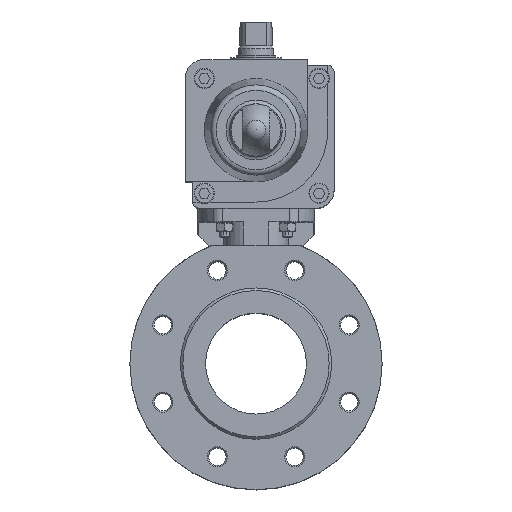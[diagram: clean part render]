
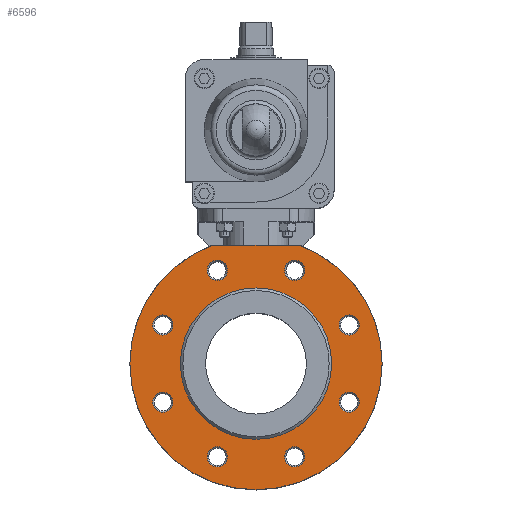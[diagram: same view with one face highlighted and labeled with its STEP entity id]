
A CAD part, top view. The second image highlights one B-rep face of the part: STEP entity #6596.
In plain terms, the highlighted face is planar.
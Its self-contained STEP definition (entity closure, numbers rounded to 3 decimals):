
#254=CIRCLE('',#7121,100.);
#270=CIRCLE('',#7140,60.);
#271=CIRCLE('',#7141,8.);
#272=CIRCLE('',#7142,8.);
#273=CIRCLE('',#7143,8.);
#274=CIRCLE('',#7144,8.);
#275=CIRCLE('',#7145,8.);
#276=CIRCLE('',#7146,8.);
#277=CIRCLE('',#7147,8.);
#278=CIRCLE('',#7148,8.);
#850=ORIENTED_EDGE('',*,*,#2570,.F.);
#851=ORIENTED_EDGE('',*,*,#2571,.F.);
#852=ORIENTED_EDGE('',*,*,#2572,.F.);
#853=ORIENTED_EDGE('',*,*,#2573,.F.);
#854=ORIENTED_EDGE('',*,*,#2574,.F.);
#855=ORIENTED_EDGE('',*,*,#2575,.F.);
#856=ORIENTED_EDGE('',*,*,#2576,.F.);
#857=ORIENTED_EDGE('',*,*,#2577,.F.);
#858=ORIENTED_EDGE('',*,*,#2578,.F.);
#859=ORIENTED_EDGE('',*,*,#2557,.F.);
#860=ORIENTED_EDGE('',*,*,#2551,.T.);
#2551=EDGE_CURVE('',#3415,#3414,#254,.T.);
#2557=EDGE_CURVE('',#3415,#3414,#4075,.T.);
#2570=EDGE_CURVE('',#3426,#3426,#270,.T.);
#2571=EDGE_CURVE('',#3427,#3427,#271,.T.);
#2572=EDGE_CURVE('',#3428,#3428,#272,.T.);
#2573=EDGE_CURVE('',#3429,#3429,#273,.T.);
#2574=EDGE_CURVE('',#3430,#3430,#274,.T.);
#2575=EDGE_CURVE('',#3431,#3431,#275,.T.);
#2576=EDGE_CURVE('',#3432,#3432,#276,.T.);
#2577=EDGE_CURVE('',#3433,#3433,#277,.T.);
#2578=EDGE_CURVE('',#3434,#3434,#278,.T.);
#3414=VERTEX_POINT('',#10143);
#3415=VERTEX_POINT('',#10145);
#3426=VERTEX_POINT('',#10178);
#3427=VERTEX_POINT('',#10180);
#3428=VERTEX_POINT('',#10182);
#3429=VERTEX_POINT('',#10184);
#3430=VERTEX_POINT('',#10186);
#3431=VERTEX_POINT('',#10188);
#3432=VERTEX_POINT('',#10190);
#3433=VERTEX_POINT('',#10192);
#3434=VERTEX_POINT('',#10194);
#4075=LINE('',#10152,#4599);
#4599=VECTOR('',#8041,1000.);
#5070=EDGE_LOOP('',(#850));
#5071=EDGE_LOOP('',(#851));
#5072=EDGE_LOOP('',(#852));
#5073=EDGE_LOOP('',(#853));
#5074=EDGE_LOOP('',(#854));
#5075=EDGE_LOOP('',(#855));
#5076=EDGE_LOOP('',(#856));
#5077=EDGE_LOOP('',(#857));
#5078=EDGE_LOOP('',(#858));
#5079=EDGE_LOOP('',(#859,#860));
#5720=FACE_BOUND('',#5070,.T.);
#5721=FACE_BOUND('',#5071,.T.);
#5722=FACE_BOUND('',#5072,.T.);
#5723=FACE_BOUND('',#5073,.T.);
#5724=FACE_BOUND('',#5074,.T.);
#5725=FACE_BOUND('',#5075,.T.);
#5726=FACE_BOUND('',#5076,.T.);
#5727=FACE_BOUND('',#5077,.T.);
#5728=FACE_BOUND('',#5078,.T.);
#5729=FACE_BOUND('',#5079,.T.);
#6369=PLANE('',#7139);
#6596=ADVANCED_FACE('',(#5720,#5721,#5722,#5723,#5724,#5725,#5726,#5727,
#5728,#5729),#6369,.F.);
#7121=AXIS2_PLACEMENT_3D('',#10144,#8029,#8030);
#7139=AXIS2_PLACEMENT_3D('',#10176,#8068,#8069);
#7140=AXIS2_PLACEMENT_3D('',#10177,#8070,#8071);
#7141=AXIS2_PLACEMENT_3D('',#10179,#8072,#8073);
#7142=AXIS2_PLACEMENT_3D('',#10181,#8074,#8075);
#7143=AXIS2_PLACEMENT_3D('',#10183,#8076,#8077);
#7144=AXIS2_PLACEMENT_3D('',#10185,#8078,#8079);
#7145=AXIS2_PLACEMENT_3D('',#10187,#8080,#8081);
#7146=AXIS2_PLACEMENT_3D('',#10189,#8082,#8083);
#7147=AXIS2_PLACEMENT_3D('',#10191,#8084,#8085);
#7148=AXIS2_PLACEMENT_3D('',#10193,#8086,#8087);
#8029=DIRECTION('',(0.,0.,-1.));
#8030=DIRECTION('',(-1.,0.,0.));
#8041=DIRECTION('',(-1.,0.,0.));
#8068=DIRECTION('',(0.,0.,1.));
#8069=DIRECTION('',(1.,0.,0.));
#8070=DIRECTION('',(0.,0.,-1.));
#8071=DIRECTION('',(-1.,0.,0.));
#8072=DIRECTION('',(0.,0.,-1.));
#8073=DIRECTION('',(-1.,0.,0.));
#8074=DIRECTION('',(0.,0.,-1.));
#8075=DIRECTION('',(-1.,0.,0.));
#8076=DIRECTION('',(0.,0.,-1.));
#8077=DIRECTION('',(-1.,0.,0.));
#8078=DIRECTION('',(0.,0.,-1.));
#8079=DIRECTION('',(-1.,0.,0.));
#8080=DIRECTION('',(0.,0.,-1.));
#8081=DIRECTION('',(-1.,0.,0.));
#8082=DIRECTION('',(0.,0.,-1.));
#8083=DIRECTION('',(-1.,0.,0.));
#8084=DIRECTION('',(0.,0.,-1.));
#8085=DIRECTION('',(-1.,0.,0.));
#8086=DIRECTION('',(0.,0.,-1.));
#8087=DIRECTION('',(-1.,0.,0.));
#10143=CARTESIAN_POINT('',(-34.117,94.,-58.));
#10144=CARTESIAN_POINT('',(0.,0.,-58.));
#10145=CARTESIAN_POINT('',(34.117,94.,-58.));
#10152=CARTESIAN_POINT('',(0.,94.,-58.));
#10176=CARTESIAN_POINT('',(0.,100.,-58.));
#10177=CARTESIAN_POINT('',(0.,0.,-58.));
#10178=CARTESIAN_POINT('',(-60.,0.,-58.));
#10179=CARTESIAN_POINT('',(30.615,73.91,-58.));
#10180=CARTESIAN_POINT('',(22.615,73.91,-58.));
#10181=CARTESIAN_POINT('',(73.91,30.615,-58.));
#10182=CARTESIAN_POINT('',(65.91,30.615,-58.));
#10183=CARTESIAN_POINT('',(73.91,-30.615,-58.));
#10184=CARTESIAN_POINT('',(65.91,-30.615,-58.));
#10185=CARTESIAN_POINT('',(30.615,-73.91,-58.));
#10186=CARTESIAN_POINT('',(22.615,-73.91,-58.));
#10187=CARTESIAN_POINT('',(-30.615,-73.91,-58.));
#10188=CARTESIAN_POINT('',(-38.615,-73.91,-58.));
#10189=CARTESIAN_POINT('',(-73.91,-30.615,-58.));
#10190=CARTESIAN_POINT('',(-81.91,-30.615,-58.));
#10191=CARTESIAN_POINT('',(-73.91,30.615,-58.));
#10192=CARTESIAN_POINT('',(-81.91,30.615,-58.));
#10193=CARTESIAN_POINT('',(-30.615,73.91,-58.));
#10194=CARTESIAN_POINT('',(-38.615,73.91,-58.));
